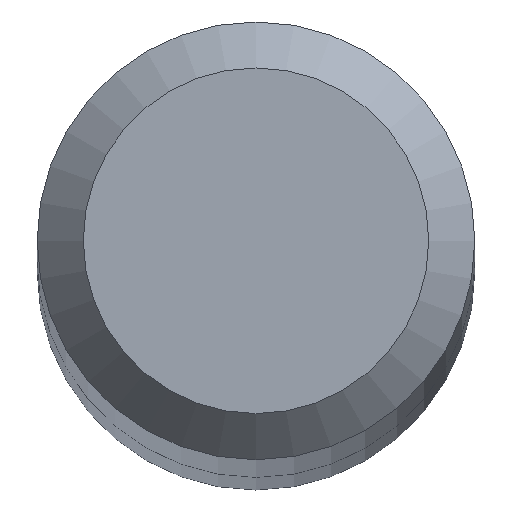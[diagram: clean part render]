
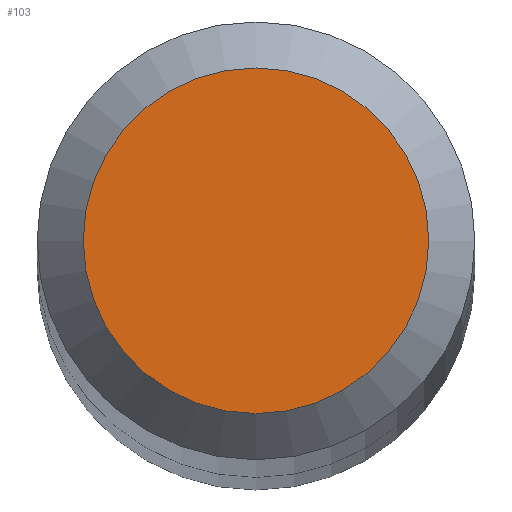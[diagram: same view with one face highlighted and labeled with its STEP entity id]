
A CAD part, top view. The second image highlights one B-rep face of the part: STEP entity #103.
In plain terms, the highlighted planar face has unit normal (0, 0, 1).
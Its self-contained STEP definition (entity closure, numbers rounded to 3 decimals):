
#17 = VERTEX_POINT ( 'NONE', #99 ) ;
#25 = AXIS2_PLACEMENT_3D ( 'NONE', #49, #159, #170 ) ;
#34 = DIRECTION ( 'NONE',  ( 0., 0., -1. ) ) ;
#49 = CARTESIAN_POINT ( 'NONE',  ( 0., 0., 38. ) ) ;
#51 = PLANE ( 'NONE',  #136 ) ;
#88 = EDGE_LOOP ( 'NONE', ( #133 ) ) ;
#99 = CARTESIAN_POINT ( 'NONE',  ( 0., 0.375, 38. ) ) ;
#100 = DIRECTION ( 'NONE',  ( 0., 1., 0. ) ) ;
#103 = ADVANCED_FACE ( 'NONE', ( #188 ), #51, .F. ) ;
#133 = ORIENTED_EDGE ( 'NONE', *, *, #200, .F. ) ;
#136 = AXIS2_PLACEMENT_3D ( 'NONE', #173, #34, #100 ) ;
#159 = DIRECTION ( 'NONE',  ( 0., 0., -1. ) ) ;
#170 = DIRECTION ( 'NONE',  ( 0., 1., 0. ) ) ;
#173 = CARTESIAN_POINT ( 'NONE',  ( 0., 0., 38. ) ) ;
#188 = FACE_OUTER_BOUND ( 'NONE', #88, .T. ) ;
#196 = CIRCLE ( 'NONE', #25, 0.375 ) ;
#200 = EDGE_CURVE ( 'NONE', #17, #17, #196, .T. ) ;
